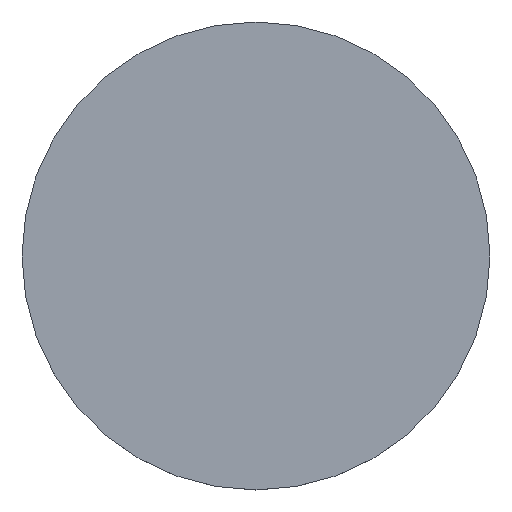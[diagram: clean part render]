
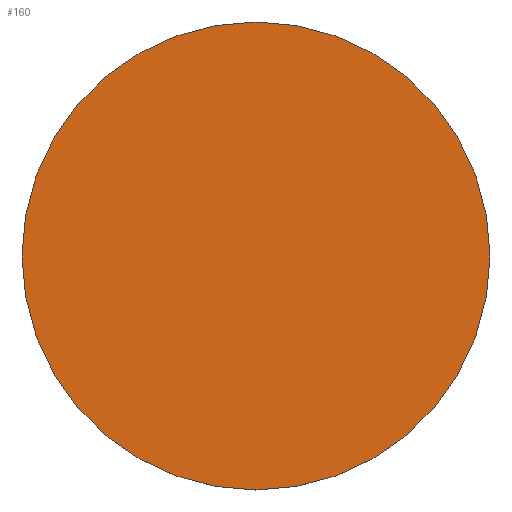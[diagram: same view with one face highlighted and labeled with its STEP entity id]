
A CAD part, top view. The second image highlights one B-rep face of the part: STEP entity #160.
In plain terms, the highlighted planar face has unit normal (0, 0, 1).
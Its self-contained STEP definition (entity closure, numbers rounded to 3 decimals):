
#2 = DIRECTION ( 'NONE',  ( 0., 0., 1. ) ) ;
#7 = EDGE_CURVE ( 'NONE', #41, #46, #133, .T. ) ;
#10 = EDGE_LOOP ( 'NONE', ( #100, #88 ) ) ;
#11 = DIRECTION ( 'NONE',  ( 0., 0., 1. ) ) ;
#17 = CIRCLE ( 'NONE', #32, 44.45 ) ;
#32 = AXIS2_PLACEMENT_3D ( 'NONE', #40, #2, #108 ) ;
#40 = CARTESIAN_POINT ( 'NONE',  ( 0., 0., 1.5 ) ) ;
#41 = VERTEX_POINT ( 'NONE', #105 ) ;
#46 = VERTEX_POINT ( 'NONE', #70 ) ;
#56 = DIRECTION ( 'NONE',  ( 1., 0., 0. ) ) ;
#57 = CARTESIAN_POINT ( 'NONE',  ( 0., 0., 1.5 ) ) ;
#67 = EDGE_CURVE ( 'NONE', #46, #41, #17, .T. ) ;
#70 = CARTESIAN_POINT ( 'NONE',  ( -44.45, 0., 1.5 ) ) ;
#78 = AXIS2_PLACEMENT_3D ( 'NONE', #174, #11, #120 ) ;
#82 = PLANE ( 'NONE',  #86 ) ;
#83 = DIRECTION ( 'NONE',  ( 0., 0., 1. ) ) ;
#86 = AXIS2_PLACEMENT_3D ( 'NONE', #57, #83, #56 ) ;
#88 = ORIENTED_EDGE ( 'NONE', *, *, #7, .T. ) ;
#100 = ORIENTED_EDGE ( 'NONE', *, *, #67, .T. ) ;
#105 = CARTESIAN_POINT ( 'NONE',  ( 44.45, 0., 1.5 ) ) ;
#108 = DIRECTION ( 'NONE',  ( 1., 0., 0. ) ) ;
#120 = DIRECTION ( 'NONE',  ( 1., 0., 0. ) ) ;
#133 = CIRCLE ( 'NONE', #78, 44.45 ) ;
#160 = ADVANCED_FACE ( 'NONE', ( #170 ), #82, .T. ) ;
#170 = FACE_OUTER_BOUND ( 'NONE', #10, .T. ) ;
#174 = CARTESIAN_POINT ( 'NONE',  ( 0., 0., 1.5 ) ) ;
